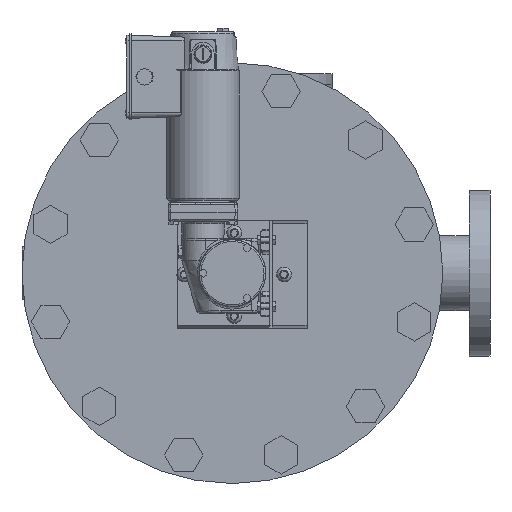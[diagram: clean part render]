
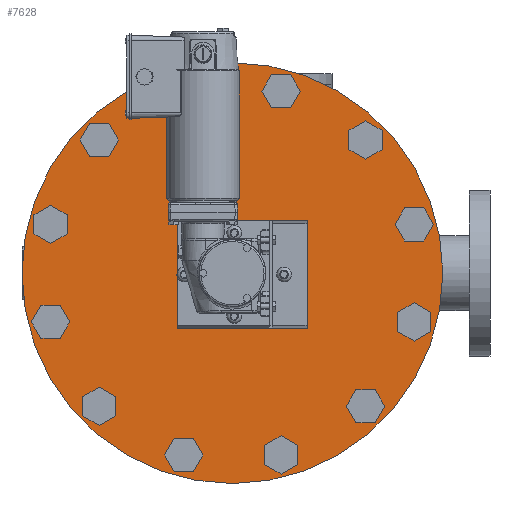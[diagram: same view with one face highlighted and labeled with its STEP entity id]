
A CAD part, left-side view. The second image highlights one B-rep face of the part: STEP entity #7628.
In plain terms, the highlighted planar face has unit normal (-1, 0, 0).
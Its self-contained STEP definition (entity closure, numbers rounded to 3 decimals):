
#205 = CARTESIAN_POINT ( 'NONE',  ( 0., -55.879, -208.543 ) ) ;
#1176 = EDGE_CURVE ( 'NONE', #23783, #23783, #10876, .T. ) ;
#1264 = CARTESIAN_POINT ( 'NONE',  ( 0., -68.579, 208.543 ) ) ;
#1344 = DIRECTION ( 'NONE',  ( -1., 0., 0. ) ) ;
#1396 = DIRECTION ( 'NONE',  ( 0., -1., 0. ) ) ;
#1472 = CIRCLE ( 'NONE', #22920, 12.7 ) ;
#1766 = EDGE_LOOP ( 'NONE', ( #3916 ) ) ;
#2027 = EDGE_CURVE ( 'NONE', #30640, #30640, #3123, .T. ) ;
#2452 = AXIS2_PLACEMENT_3D ( 'NONE', #25951, #17511, #29301 ) ;
#2763 = DIRECTION ( 'NONE',  ( 0., -1., 0. ) ) ;
#3123 = CIRCLE ( 'NONE', #29741, 12.7 ) ;
#3137 = VERTEX_POINT ( 'NONE', #24935 ) ;
#3304 = CARTESIAN_POINT ( 'NONE',  ( 0., 43.179, 208.543 ) ) ;
#3686 = EDGE_LOOP ( 'NONE', ( #16943 ) ) ;
#3811 = FACE_OUTER_BOUND ( 'NONE', #7955, .T. ) ;
#3910 = AXIS2_PLACEMENT_3D ( 'NONE', #7432, #13320, #33809 ) ;
#3916 = ORIENTED_EDGE ( 'NONE', *, *, #36560, .F. ) ;
#4427 = CARTESIAN_POINT ( 'NONE',  ( 0., 208.543, -55.879 ) ) ;
#4734 = AXIS2_PLACEMENT_3D ( 'NONE', #9074, #32479, #5981 ) ;
#4844 = ORIENTED_EDGE ( 'NONE', *, *, #35131, .F. ) ;
#4990 = CIRCLE ( 'NONE', #29151, 12.7 ) ;
#5473 = VERTEX_POINT ( 'NONE', #23419 ) ;
#5476 = EDGE_CURVE ( 'NONE', #5473, #5473, #37852, .T. ) ;
#5981 = DIRECTION ( 'NONE',  ( 0., -1., 0. ) ) ;
#5998 = CARTESIAN_POINT ( 'NONE',  ( 0., -165.364, -152.664 ) ) ;
#6258 = VERTEX_POINT ( 'NONE', #29664 ) ;
#6549 = DIRECTION ( 'NONE',  ( 1., 0., 0. ) ) ;
#6787 = CIRCLE ( 'NONE', #11517, 12.7 ) ;
#7004 = EDGE_LOOP ( 'NONE', ( #19795 ) ) ;
#7119 = CARTESIAN_POINT ( 'NONE',  ( 0., 208.543, 55.879 ) ) ;
#7432 = CARTESIAN_POINT ( 'NONE',  ( 0., 55.879, 208.543 ) ) ;
#7492 = EDGE_LOOP ( 'NONE', ( #21360 ) ) ;
#7628 = ADVANCED_FACE ( 'NONE', ( #36783, #29013, #28563, #10236, #30828, #23028, #25759, #34055, #35409, #24842, #12525, #27161, #3811 ), #21347, .F. ) ;
#7955 = EDGE_LOOP ( 'NONE', ( #27741 ) ) ;
#8098 = EDGE_CURVE ( 'NONE', #27860, #27860, #27124, .T. ) ;
#8450 = CARTESIAN_POINT ( 'NONE',  ( 0., 0., 0. ) ) ;
#8757 = CIRCLE ( 'NONE', #33854, 12.7 ) ;
#9074 = CARTESIAN_POINT ( 'NONE',  ( 0., -152.664, 152.664 ) ) ;
#9252 = CARTESIAN_POINT ( 'NONE',  ( 0., 139.964, 152.664 ) ) ;
#9929 = CIRCLE ( 'NONE', #3910, 12.7 ) ;
#10011 = AXIS2_PLACEMENT_3D ( 'NONE', #24317, #6549, #24556 ) ;
#10236 = FACE_BOUND ( 'NONE', #22076, .T. ) ;
#10440 = DIRECTION ( 'NONE',  ( 0., -1., 0. ) ) ;
#10876 = CIRCLE ( 'NONE', #4734, 12.7 ) ;
#10971 = DIRECTION ( 'NONE',  ( 0., -1., 0. ) ) ;
#11517 = AXIS2_PLACEMENT_3D ( 'NONE', #31346, #13441, #16378 ) ;
#12320 = DIRECTION ( 'NONE',  ( -1., 0., 0. ) ) ;
#12502 = DIRECTION ( 'NONE',  ( 0., -1., 0. ) ) ;
#12525 = FACE_BOUND ( 'NONE', #3686, .T. ) ;
#12656 = DIRECTION ( 'NONE',  ( 0., -1., 0. ) ) ;
#12907 = CARTESIAN_POINT ( 'NONE',  ( 0., 55.879, -208.543 ) ) ;
#13320 = DIRECTION ( 'NONE',  ( -1., 0., 0. ) ) ;
#13379 = CARTESIAN_POINT ( 'NONE',  ( 0., -55.879, 208.543 ) ) ;
#13441 = DIRECTION ( 'NONE',  ( -1., 0., 0. ) ) ;
#13577 = VERTEX_POINT ( 'NONE', #5998 ) ;
#15352 = CIRCLE ( 'NONE', #37644, 12.7 ) ;
#15438 = EDGE_CURVE ( 'NONE', #22323, #22323, #15352, .T. ) ;
#15483 = DIRECTION ( 'NONE',  ( -1., 0., 0. ) ) ;
#15560 = ORIENTED_EDGE ( 'NONE', *, *, #21493, .F. ) ;
#16119 = CARTESIAN_POINT ( 'NONE',  ( 0., -208.543, 55.879 ) ) ;
#16378 = DIRECTION ( 'NONE',  ( 0., -1., 0. ) ) ;
#16606 = CARTESIAN_POINT ( 'NONE',  ( 0., 152.664, 152.664 ) ) ;
#16885 = EDGE_CURVE ( 'NONE', #37934, #37934, #1472, .T. ) ;
#16943 = ORIENTED_EDGE ( 'NONE', *, *, #19793, .F. ) ;
#17511 = DIRECTION ( 'NONE',  ( -1., 0., 0. ) ) ;
#17760 = VERTEX_POINT ( 'NONE', #27746 ) ;
#17970 = ORIENTED_EDGE ( 'NONE', *, *, #1176, .F. ) ;
#18230 = EDGE_CURVE ( 'NONE', #3137, #3137, #37097, .T. ) ;
#19793 = EDGE_CURVE ( 'NONE', #17760, #17760, #6787, .T. ) ;
#19795 = ORIENTED_EDGE ( 'NONE', *, *, #2027, .F. ) ;
#19858 = AXIS2_PLACEMENT_3D ( 'NONE', #8450, #35180, #28910 ) ;
#19982 = ORIENTED_EDGE ( 'NONE', *, *, #15438, .F. ) ;
#20123 = AXIS2_PLACEMENT_3D ( 'NONE', #7119, #35923, #12502 ) ;
#21055 = CARTESIAN_POINT ( 'NONE',  ( 0., -221.243, -55.879 ) ) ;
#21343 = VERTEX_POINT ( 'NONE', #21055 ) ;
#21347 = PLANE ( 'NONE',  #10011 ) ;
#21360 = ORIENTED_EDGE ( 'NONE', *, *, #35343, .F. ) ;
#21370 = CARTESIAN_POINT ( 'NONE',  ( 0., -152.664, -152.664 ) ) ;
#21493 = EDGE_CURVE ( 'NONE', #37460, #37460, #25935, .T. ) ;
#22076 = EDGE_LOOP ( 'NONE', ( #29971 ) ) ;
#22323 = VERTEX_POINT ( 'NONE', #36340 ) ;
#22659 = EDGE_LOOP ( 'NONE', ( #17970 ) ) ;
#22723 = CARTESIAN_POINT ( 'NONE',  ( 0., 195.843, 55.879 ) ) ;
#22920 = AXIS2_PLACEMENT_3D ( 'NONE', #13379, #1344, #30914 ) ;
#23028 = FACE_BOUND ( 'NONE', #34733, .T. ) ;
#23419 = CARTESIAN_POINT ( 'NONE',  ( 0., 195.843, -55.879 ) ) ;
#23783 = VERTEX_POINT ( 'NONE', #32662 ) ;
#24317 = CARTESIAN_POINT ( 'NONE',  ( 0., 0., 0. ) ) ;
#24556 = DIRECTION ( 'NONE',  ( 0., 1., 0. ) ) ;
#24842 = FACE_BOUND ( 'NONE', #30250, .T. ) ;
#24935 = CARTESIAN_POINT ( 'NONE',  ( 0., -221.243, 55.879 ) ) ;
#25261 = ORIENTED_EDGE ( 'NONE', *, *, #5476, .F. ) ;
#25759 = FACE_BOUND ( 'NONE', #7492, .T. ) ;
#25935 = CIRCLE ( 'NONE', #20123, 12.7 ) ;
#25940 = ORIENTED_EDGE ( 'NONE', *, *, #33615, .F. ) ;
#25951 = CARTESIAN_POINT ( 'NONE',  ( 0., -208.543, -55.879 ) ) ;
#27065 = EDGE_LOOP ( 'NONE', ( #25261 ) ) ;
#27124 = CIRCLE ( 'NONE', #19858, 241.3 ) ;
#27161 = FACE_BOUND ( 'NONE', #27065, .T. ) ;
#27368 = CARTESIAN_POINT ( 'NONE',  ( 0., 241.3, 0. ) ) ;
#27741 = ORIENTED_EDGE ( 'NONE', *, *, #8098, .F. ) ;
#27746 = CARTESIAN_POINT ( 'NONE',  ( 0., 139.964, -152.664 ) ) ;
#27860 = VERTEX_POINT ( 'NONE', #27368 ) ;
#27975 = DIRECTION ( 'NONE',  ( -1., 0., 0. ) ) ;
#28563 = FACE_BOUND ( 'NONE', #34716, .T. ) ;
#28910 = DIRECTION ( 'NONE',  ( 0., 1., 0. ) ) ;
#29013 = FACE_BOUND ( 'NONE', #7004, .T. ) ;
#29135 = DIRECTION ( 'NONE',  ( -1., 0., 0. ) ) ;
#29151 = AXIS2_PLACEMENT_3D ( 'NONE', #12907, #15483, #12656 ) ;
#29168 = VERTEX_POINT ( 'NONE', #3304 ) ;
#29301 = DIRECTION ( 'NONE',  ( 0., -1., 0. ) ) ;
#29638 = AXIS2_PLACEMENT_3D ( 'NONE', #16119, #33526, #1396 ) ;
#29664 = CARTESIAN_POINT ( 'NONE',  ( 0., 43.179, -208.543 ) ) ;
#29741 = AXIS2_PLACEMENT_3D ( 'NONE', #16606, #37078, #10971 ) ;
#29971 = ORIENTED_EDGE ( 'NONE', *, *, #16885, .F. ) ;
#30094 = DIRECTION ( 'NONE',  ( 0., -1., 0. ) ) ;
#30250 = EDGE_LOOP ( 'NONE', ( #25940 ) ) ;
#30267 = EDGE_LOOP ( 'NONE', ( #19982 ) ) ;
#30640 = VERTEX_POINT ( 'NONE', #9252 ) ;
#30828 = FACE_BOUND ( 'NONE', #22659, .T. ) ;
#30914 = DIRECTION ( 'NONE',  ( 0., -1., 0. ) ) ;
#31292 = ORIENTED_EDGE ( 'NONE', *, *, #18230, .F. ) ;
#31301 = AXIS2_PLACEMENT_3D ( 'NONE', #4427, #27975, #10440 ) ;
#31346 = CARTESIAN_POINT ( 'NONE',  ( 0., 152.664, -152.664 ) ) ;
#32479 = DIRECTION ( 'NONE',  ( -1., 0., 0. ) ) ;
#32662 = CARTESIAN_POINT ( 'NONE',  ( 0., -165.364, 152.664 ) ) ;
#32768 = EDGE_LOOP ( 'NONE', ( #15560 ) ) ;
#33526 = DIRECTION ( 'NONE',  ( -1., 0., 0. ) ) ;
#33615 = EDGE_CURVE ( 'NONE', #6258, #6258, #4990, .T. ) ;
#33809 = DIRECTION ( 'NONE',  ( 0., -1., 0. ) ) ;
#33854 = AXIS2_PLACEMENT_3D ( 'NONE', #21370, #12320, #30094 ) ;
#34055 = FACE_BOUND ( 'NONE', #1766, .T. ) ;
#34716 = EDGE_LOOP ( 'NONE', ( #4844 ) ) ;
#34733 = EDGE_LOOP ( 'NONE', ( #31292 ) ) ;
#35131 = EDGE_CURVE ( 'NONE', #29168, #29168, #9929, .T. ) ;
#35180 = DIRECTION ( 'NONE',  ( 1., 0., 0. ) ) ;
#35343 = EDGE_CURVE ( 'NONE', #21343, #21343, #37871, .T. ) ;
#35409 = FACE_BOUND ( 'NONE', #30267, .T. ) ;
#35923 = DIRECTION ( 'NONE',  ( -1., 0., 0. ) ) ;
#36340 = CARTESIAN_POINT ( 'NONE',  ( 0., -68.579, -208.543 ) ) ;
#36560 = EDGE_CURVE ( 'NONE', #13577, #13577, #8757, .T. ) ;
#36783 = FACE_BOUND ( 'NONE', #32768, .T. ) ;
#37078 = DIRECTION ( 'NONE',  ( -1., 0., 0. ) ) ;
#37097 = CIRCLE ( 'NONE', #29638, 12.7 ) ;
#37460 = VERTEX_POINT ( 'NONE', #22723 ) ;
#37644 = AXIS2_PLACEMENT_3D ( 'NONE', #205, #29135, #2763 ) ;
#37852 = CIRCLE ( 'NONE', #31301, 12.7 ) ;
#37871 = CIRCLE ( 'NONE', #2452, 12.7 ) ;
#37934 = VERTEX_POINT ( 'NONE', #1264 ) ;
